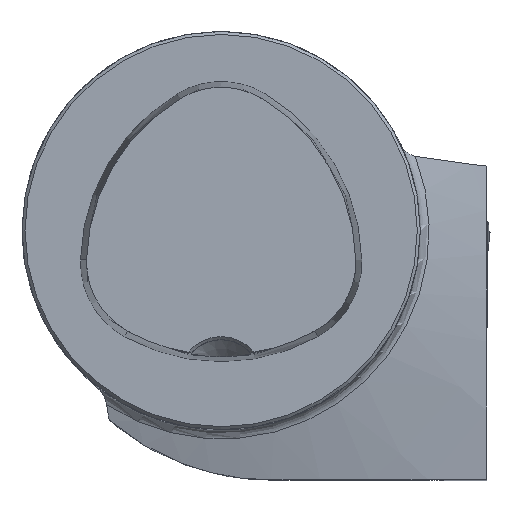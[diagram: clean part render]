
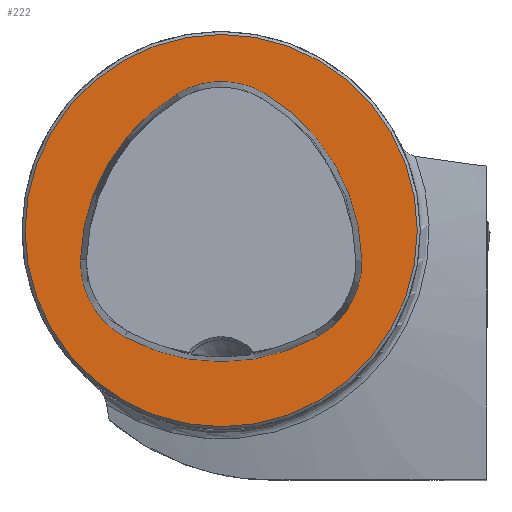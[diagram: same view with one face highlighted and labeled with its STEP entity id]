
A CAD part, top view. The second image highlights one B-rep face of the part: STEP entity #222.
In plain terms, the highlighted planar face has unit normal (0, 0, 1).
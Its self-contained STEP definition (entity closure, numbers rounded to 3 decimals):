
#112=FACE_BOUND('',#507,.T.);
#113=FACE_BOUND('',#508,.T.);
#222=ADVANCED_FACE('CU_E_LO_SU_1',(#112,#113),#329,.T.);
#329=PLANE('',#2350);
#507=EDGE_LOOP('',(#1189,#1190,#1191,#1192,#1193,#1194));
#508=EDGE_LOOP('',(#1195));
#1189=ORIENTED_EDGE('',*,*,#1976,.F.);
#1190=ORIENTED_EDGE('',*,*,#1977,.F.);
#1191=ORIENTED_EDGE('',*,*,#1978,.F.);
#1192=ORIENTED_EDGE('',*,*,#1979,.F.);
#1193=ORIENTED_EDGE('',*,*,#1973,.F.);
#1194=ORIENTED_EDGE('',*,*,#1980,.F.);
#1195=ORIENTED_EDGE('',*,*,#1981,.T.);
#1748=VERTEX_POINT('',#3767);
#1749=VERTEX_POINT('',#3769);
#1751=VERTEX_POINT('',#3775);
#1752=VERTEX_POINT('',#3776);
#1753=VERTEX_POINT('',#3778);
#1754=VERTEX_POINT('',#3780);
#1755=VERTEX_POINT('',#3784);
#1973=EDGE_CURVE('',#1748,#1749,#2171,.T.);
#1976=EDGE_CURVE('',#1751,#1752,#2173,.T.);
#1977=EDGE_CURVE('',#1753,#1751,#2174,.T.);
#1978=EDGE_CURVE('',#1754,#1753,#2175,.T.);
#1979=EDGE_CURVE('',#1749,#1754,#2176,.T.);
#1980=EDGE_CURVE('',#1752,#1748,#2177,.T.);
#1981=EDGE_CURVE('',#1755,#1755,#2178,.T.);
#2171=CIRCLE('',#2341,20.063);
#2173=CIRCLE('',#2344,20.063);
#2174=CIRCLE('',#2345,8.563);
#2175=CIRCLE('',#2346,20.063);
#2176=CIRCLE('',#2347,8.563);
#2177=CIRCLE('',#2348,8.563);
#2178=CIRCLE('',#2349,19.7);
#2341=AXIS2_PLACEMENT_3D('',#3768,#2660,#2661);
#2344=AXIS2_PLACEMENT_3D('',#3774,#2667,#2668);
#2345=AXIS2_PLACEMENT_3D('',#3777,#2669,#2670);
#2346=AXIS2_PLACEMENT_3D('',#3779,#2671,#2672);
#2347=AXIS2_PLACEMENT_3D('',#3781,#2673,#2674);
#2348=AXIS2_PLACEMENT_3D('',#3782,#2675,#2676);
#2349=AXIS2_PLACEMENT_3D('',#3783,#2677,#2678);
#2350=AXIS2_PLACEMENT_3D('',#3785,#2679,#2680);
#2660=DIRECTION('',(0.,0.,1.));
#2661=DIRECTION('',(1.,0.,0.));
#2667=DIRECTION('',(0.,0.,1.));
#2668=DIRECTION('',(1.,0.,0.));
#2669=DIRECTION('',(0.,0.,1.));
#2670=DIRECTION('',(1.,0.,0.));
#2671=DIRECTION('',(0.,0.,1.));
#2672=DIRECTION('',(1.,0.,0.));
#2673=DIRECTION('',(0.,0.,1.));
#2674=DIRECTION('',(1.,0.,0.));
#2675=DIRECTION('',(0.,0.,1.));
#2676=DIRECTION('',(1.,0.,0.));
#2677=DIRECTION('',(0.,0.,1.));
#2678=DIRECTION('',(1.,0.,0.));
#2679=DIRECTION('',(0.,0.,1.));
#2680=DIRECTION('',(1.,0.,0.));
#3767=CARTESIAN_POINT('',(-9.704,-10.66,0.));
#3768=CARTESIAN_POINT('',(0.,6.9,0.));
#3769=CARTESIAN_POINT('',(9.704,-10.66,0.));
#3774=CARTESIAN_POINT('',(5.934,-3.451,0.));
#3775=CARTESIAN_POINT('',(-4.418,13.735,0.));
#3776=CARTESIAN_POINT('',(-14.123,-2.953,0.));
#3777=CARTESIAN_POINT('',(0.,6.4,0.));
#3778=CARTESIAN_POINT('',(4.418,13.735,0.));
#3779=CARTESIAN_POINT('',(-5.934,-3.451,0.));
#3780=CARTESIAN_POINT('',(14.123,-2.953,0.));
#3781=CARTESIAN_POINT('',(5.562,-3.165,0.));
#3782=CARTESIAN_POINT('',(-5.562,-3.165,0.));
#3783=CARTESIAN_POINT('',(0.,0.,0.));
#3784=CARTESIAN_POINT('',(19.7,0.,0.));
#3785=CARTESIAN_POINT('',(0.,0.,0.));
